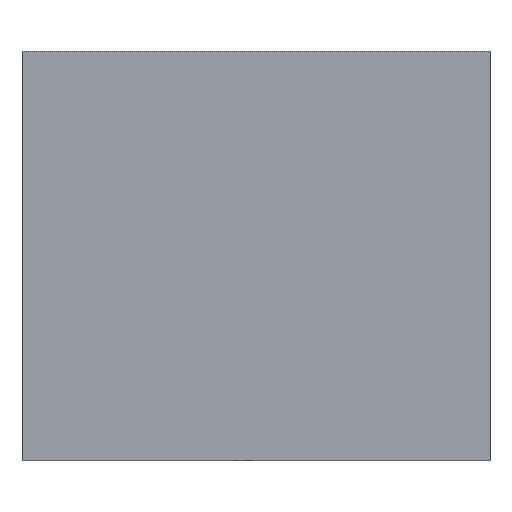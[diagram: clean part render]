
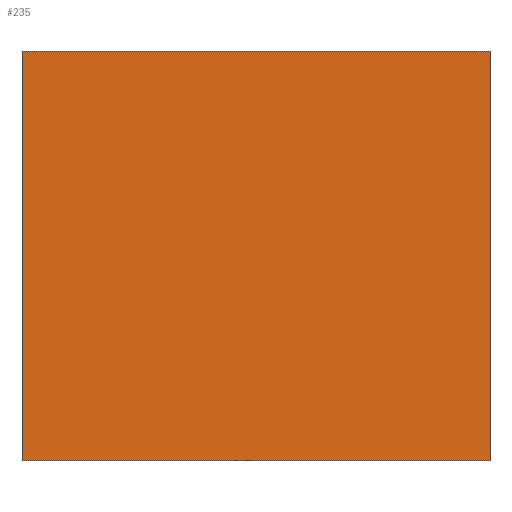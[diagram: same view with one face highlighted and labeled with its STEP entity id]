
A CAD part, top view. The second image highlights one B-rep face of the part: STEP entity #235.
In plain terms, the highlighted planar face has unit normal (0, 0, 1).
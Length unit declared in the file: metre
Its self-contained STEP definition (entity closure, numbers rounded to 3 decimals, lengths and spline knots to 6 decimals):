
#23=LINE('',#402,#35);
#25=LINE('',#406,#37);
#27=LINE('',#410,#39);
#29=LINE('',#414,#41);
#35=VECTOR('',#338,1.);
#37=VECTOR('',#342,1.);
#39=VECTOR('',#346,1.);
#41=VECTOR('',#350,1.);
#86=ORIENTED_EDGE('',*,*,#107,.T.);
#87=ORIENTED_EDGE('',*,*,#113,.T.);
#88=ORIENTED_EDGE('',*,*,#111,.F.);
#89=ORIENTED_EDGE('',*,*,#109,.F.);
#107=EDGE_CURVE('',#131,#130,#23,.T.);
#109=EDGE_CURVE('',#131,#132,#25,.T.);
#111=EDGE_CURVE('',#132,#133,#27,.T.);
#113=EDGE_CURVE('',#130,#133,#29,.T.);
#130=VERTEX_POINT('',#401);
#131=VERTEX_POINT('',#403);
#132=VERTEX_POINT('',#407);
#133=VERTEX_POINT('',#411);
#175=EDGE_LOOP('',(#86,#87,#88,#89));
#205=FACE_BOUND('',#175,.T.);
#217=PLANE('',#278);
#235=ADVANCED_FACE('',(#205),#217,.F.);
#278=AXIS2_PLACEMENT_3D('',#415,#351,#352);
#338=DIRECTION('',(1.,0.,0.));
#342=DIRECTION('',(0.,1.,0.));
#346=DIRECTION('',(1.,0.,0.));
#350=DIRECTION('',(0.,1.,0.));
#351=DIRECTION('',(0.,0.,-1.));
#352=DIRECTION('',(-1.,0.,0.));
#401=CARTESIAN_POINT('',(0.04373,-0.038225,0.013175));
#402=CARTESIAN_POINT('',(0.,-0.038225,0.013175));
#403=CARTESIAN_POINT('',(-0.04373,-0.038225,0.013175));
#406=CARTESIAN_POINT('',(-0.04373,0.,0.013175));
#407=CARTESIAN_POINT('',(-0.04373,0.038225,0.013175));
#410=CARTESIAN_POINT('',(0.,0.038225,0.013175));
#411=CARTESIAN_POINT('',(0.04373,0.038225,0.013175));
#414=CARTESIAN_POINT('',(0.04373,0.,0.013175));
#415=CARTESIAN_POINT('',(0.0185,0.,0.013175));
